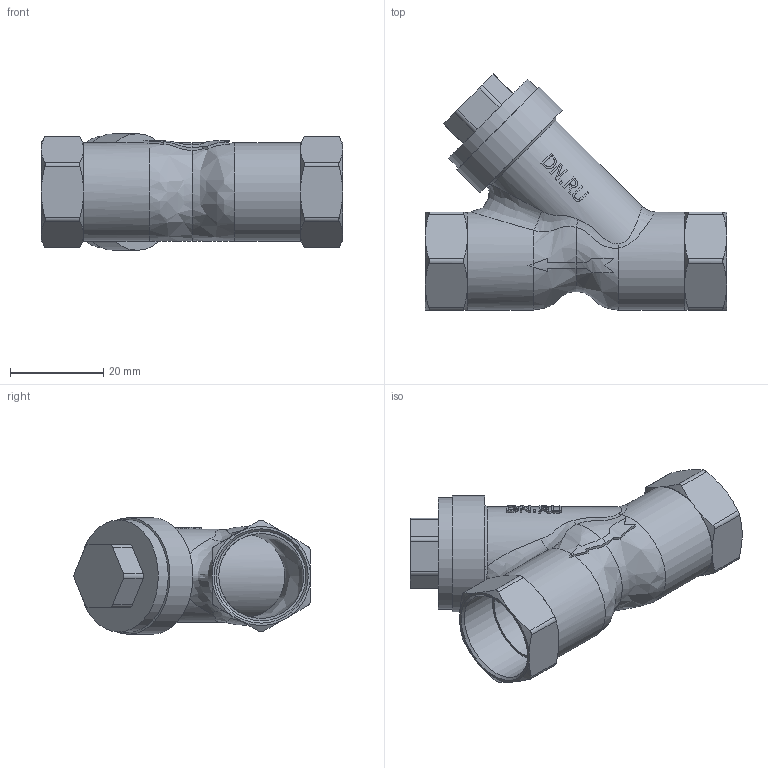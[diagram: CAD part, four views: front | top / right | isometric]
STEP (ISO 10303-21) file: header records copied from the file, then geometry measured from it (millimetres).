
FILE_DESCRIPTION(/* description */ (''),/* implementation_level */ '2;1');
FILE_NAME(/* name */ 'DN15_3D_STEP.stp',/* time_stamp */ '2024-12-23T22:11:09+03:00',/* author */ ('igorr'),/* organization */ (''),/* preprocessor_version */ 'ST-DEVELOPER v20',/* originating_system */ 'Autodesk Inventor 2025',/* authorisation */ '');
FILE_SCHEMA (('AUTOMOTIVE_DESIGN { 1 0 10303 214 3 1 1 }'));
Length unit declared in the file: millimetre
Products named in the file (1): Деталь1
Bounding box: 64.5 x 50.62 x 25 mm (x, y, z)
Volume: 20933.5 mm3; surface area: 11006.7 mm2
Topology: 1 solids, 1 shells, 194 faces, 524 edges, 344 vertices
Faces by surface type: plane 88, bspline 42, cylinder 37, cone 27
Full cylindrical faces by diameter (mm): 18.17 x2, 19.17 x2, 21 x2, 24 x1, 25 x1
Entity records: 8535 total; most frequent: CARTESIAN_POINT 3805, ORIENTED_EDGE 1048, DIRECTION 806, EDGE_CURVE 524, VERTEX_POINT 344, AXIS2_PLACEMENT_3D 318, EDGE_LOOP 208, FACE_OUTER_BOUND 194
